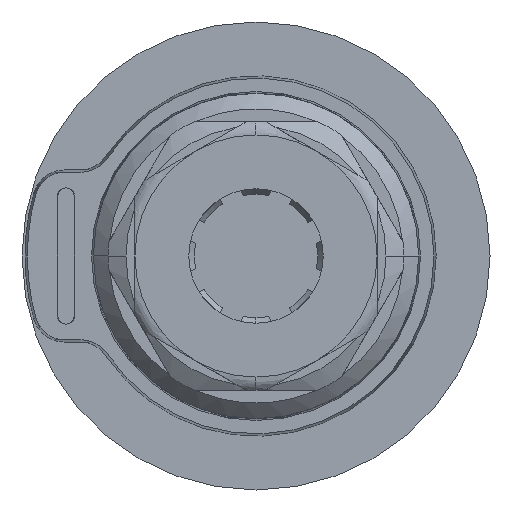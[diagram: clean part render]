
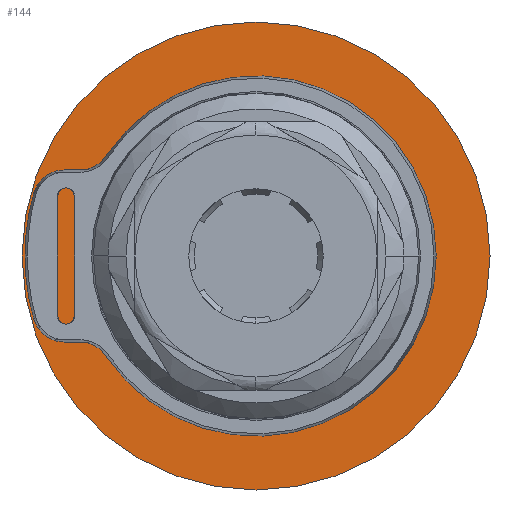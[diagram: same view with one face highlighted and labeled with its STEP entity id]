
A CAD part, left-side view. The second image highlights one B-rep face of the part: STEP entity #144.
In plain terms, the highlighted planar face has unit normal (-1, 0, 0).
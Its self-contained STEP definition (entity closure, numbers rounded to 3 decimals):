
#144=ADVANCED_FACE('',(#681,#682),#683,.F.);
#681=FACE_OUTER_BOUND('',#2289,.T.);
#682=FACE_BOUND('',#2290,.T.);
#683=PLANE('',#2291);
#2289=EDGE_LOOP('',(#4611,#4612));
#2290=EDGE_LOOP('',(#4613,#4614));
#2291=AXIS2_PLACEMENT_3D('',#4615,#4616,#4617);
#4611=ORIENTED_EDGE('',*,*,#7640,.F.);
#4612=ORIENTED_EDGE('',*,*,#7638,.F.);
#4613=ORIENTED_EDGE('',*,*,#7641,.F.);
#4614=ORIENTED_EDGE('',*,*,#7642,.F.);
#4615=CARTESIAN_POINT('',(-9.78,0.0,0.0));
#4616=DIRECTION('',(1.0,0.0,0.0));
#4617=DIRECTION('',(0.0,1.0,0.0));
#7638=EDGE_CURVE('',#9164,#9166,#9167,.T.);
#7640=EDGE_CURVE('',#9166,#9164,#9169,.T.);
#7641=EDGE_CURVE('',#9170,#9171,#9172,.T.);
#7642=EDGE_CURVE('',#9171,#9170,#9173,.T.);
#9164=VERTEX_POINT('',#12363);
#9166=VERTEX_POINT('',#12366);
#9167=CIRCLE('',#12367,16.575);
#9169=CIRCLE('',#12370,16.575);
#9170=VERTEX_POINT('',#12371);
#9171=VERTEX_POINT('',#12372);
#9172=CIRCLE('',#12373,11.788);
#9173=CIRCLE('',#12374,11.788);
#12363=CARTESIAN_POINT('',(-9.78,0.0,16.575));
#12366=CARTESIAN_POINT('',(-9.78,0.0,-16.575));
#12367=AXIS2_PLACEMENT_3D('',#15352,#15353,#15354);
#12370=AXIS2_PLACEMENT_3D('',#15356,#15357,#15358);
#12371=CARTESIAN_POINT('',(-9.78,11.788,0.0));
#12372=CARTESIAN_POINT('',(-9.78,-11.788,0.0));
#12373=AXIS2_PLACEMENT_3D('',#15359,#15360,#15361);
#12374=AXIS2_PLACEMENT_3D('',#15362,#15363,#15364);
#15352=CARTESIAN_POINT('',(-9.78,0.0,0.0));
#15353=DIRECTION('',(1.0,0.0,-0.0));
#15354=DIRECTION('',(0.0,0.0,1.0));
#15356=CARTESIAN_POINT('',(-9.78,0.0,0.0));
#15357=DIRECTION('',(1.0,0.0,0.0));
#15358=DIRECTION('',(0.0,0.0,-1.0));
#15359=CARTESIAN_POINT('',(-9.78,0.0,0.0));
#15360=DIRECTION('',(-1.0,0.0,0.0));
#15361=DIRECTION('',(0.0,1.0,0.0));
#15362=CARTESIAN_POINT('',(-9.78,0.0,0.0));
#15363=DIRECTION('',(-1.0,0.0,0.0));
#15364=DIRECTION('',(0.0,-1.0,0.0));
